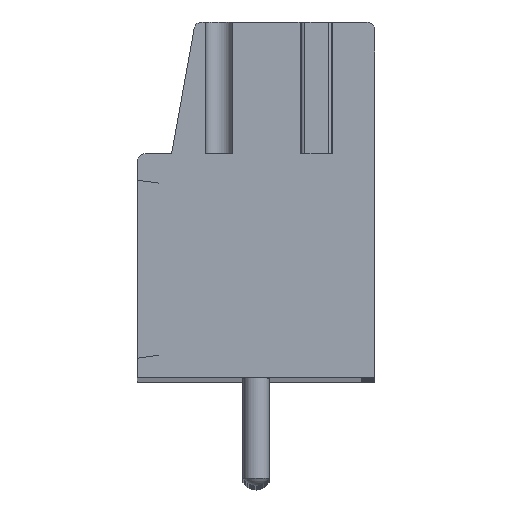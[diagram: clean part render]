
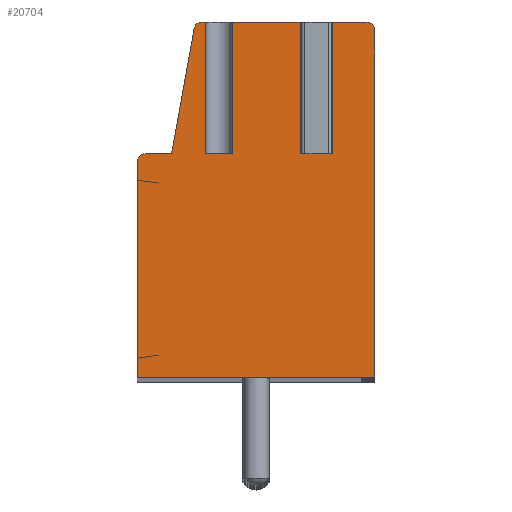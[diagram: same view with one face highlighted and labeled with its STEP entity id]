
A CAD part, top view. The second image highlights one B-rep face of the part: STEP entity #20704.
In plain terms, the highlighted planar face has unit normal (0, 0, 1).
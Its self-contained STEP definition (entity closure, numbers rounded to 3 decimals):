
#52=DIRECTION('',(1.,0.,0.));
#53=VECTOR('',#52,1.);
#54=CARTESIAN_POINT('',(-1.9,3.36,87.5));
#55=LINE('',#54,#53);
#56=DIRECTION('',(0.,1.,0.));
#57=VECTOR('',#56,5.);
#58=CARTESIAN_POINT('',(-0.9,3.36,87.5));
#59=LINE('',#58,#57);
#60=DIRECTION('',(-1.,0.,0.));
#61=VECTOR('',#60,2.8);
#62=CARTESIAN_POINT('',(1.9,8.36,87.5));
#63=LINE('',#62,#61);
#64=DIRECTION('',(0.,1.,0.));
#65=VECTOR('',#64,5.);
#66=CARTESIAN_POINT('',(1.9,3.36,87.5));
#67=LINE('',#66,#65);
#68=DIRECTION('',(1.,0.,0.));
#69=VECTOR('',#68,0.8);
#70=CARTESIAN_POINT('',(1.9,3.36,87.5));
#71=LINE('',#70,#69);
#72=DIRECTION('',(0.,1.,0.));
#73=VECTOR('',#72,5.);
#74=CARTESIAN_POINT('',(2.7,3.36,87.5));
#75=LINE('',#74,#73);
#76=DIRECTION('',(-1.,0.,0.));
#77=VECTOR('',#76,1.5);
#78=CARTESIAN_POINT('',(4.2,8.36,87.5));
#79=LINE('',#78,#77);
#80=CARTESIAN_POINT('',(4.2,8.06,87.5));
#81=DIRECTION('',(0.,0.,1.));
#82=DIRECTION('',(1.,0.,0.));
#83=AXIS2_PLACEMENT_3D('',#80,#81,#82);
#85=DIRECTION('',(0.,1.,0.));
#86=VECTOR('',#85,13.2);
#87=CARTESIAN_POINT('',(4.5,-5.14,87.5));
#88=LINE('',#87,#86);
#89=DIRECTION('',(1.,0.,0.));
#90=VECTOR('',#89,9.);
#91=CARTESIAN_POINT('',(-4.5,-5.14,87.5));
#92=LINE('',#91,#90);
#93=DIRECTION('',(0.,-1.,0.));
#94=VECTOR('',#93,8.2);
#95=CARTESIAN_POINT('',(-4.5,3.06,87.5));
#96=LINE('',#95,#94);
#97=CARTESIAN_POINT('',(-4.2,3.06,87.5));
#98=DIRECTION('',(0.,0.,1.));
#99=DIRECTION('',(0.,1.,0.));
#100=AXIS2_PLACEMENT_3D('',#97,#98,#99);
#102=DIRECTION('',(-1.,0.,0.));
#103=VECTOR('',#102,1.);
#104=CARTESIAN_POINT('',(-3.2,3.36,87.5));
#105=LINE('',#104,#103);
#106=DIRECTION('',(-0.177,-0.984,0.));
#107=VECTOR('',#106,4.829);
#108=CARTESIAN_POINT('',(-2.345,8.113,87.5));
#109=LINE('',#108,#107);
#110=CARTESIAN_POINT('',(-2.05,8.06,87.5));
#111=DIRECTION('',(0.,0.,1.));
#112=DIRECTION('',(0.,1.,0.));
#113=AXIS2_PLACEMENT_3D('',#110,#111,#112);
#115=DIRECTION('',(-1.,0.,0.));
#116=VECTOR('',#115,0.15);
#117=CARTESIAN_POINT('',(-1.9,8.36,87.5));
#118=LINE('',#117,#116);
#119=DIRECTION('',(0.,1.,0.));
#120=VECTOR('',#119,5.);
#121=CARTESIAN_POINT('',(-1.9,3.36,87.5));
#122=LINE('',#121,#120);
#16058=CARTESIAN_POINT('',(4.5,-5.14,87.5));
#16059=CARTESIAN_POINT('',(4.5,8.06,87.5));
#16060=VERTEX_POINT('',#16058);
#16061=VERTEX_POINT('',#16059);
#16062=CARTESIAN_POINT('',(4.2,8.36,87.5));
#16063=VERTEX_POINT('',#16062);
#16064=CARTESIAN_POINT('',(-2.05,8.36,87.5));
#16065=CARTESIAN_POINT('',(-2.345,8.113,87.5));
#16066=VERTEX_POINT('',#16064);
#16067=VERTEX_POINT('',#16065);
#16068=CARTESIAN_POINT('',(-3.2,3.36,87.5));
#16069=VERTEX_POINT('',#16068);
#16070=CARTESIAN_POINT('',(-4.2,3.36,87.5));
#16071=VERTEX_POINT('',#16070);
#16072=CARTESIAN_POINT('',(-4.5,3.06,87.5));
#16073=VERTEX_POINT('',#16072);
#16074=CARTESIAN_POINT('',(-4.5,-5.14,87.5));
#16075=VERTEX_POINT('',#16074);
#16373=CARTESIAN_POINT('',(1.9,3.36,87.5));
#16374=CARTESIAN_POINT('',(2.7,3.36,87.5));
#16375=VERTEX_POINT('',#16373);
#16376=VERTEX_POINT('',#16374);
#16377=CARTESIAN_POINT('',(2.7,8.36,87.5));
#16378=VERTEX_POINT('',#16377);
#16379=CARTESIAN_POINT('',(1.9,8.36,87.5));
#16380=VERTEX_POINT('',#16379);
#16401=CARTESIAN_POINT('',(-1.9,3.36,87.5));
#16402=CARTESIAN_POINT('',(-0.9,3.36,87.5));
#16403=VERTEX_POINT('',#16401);
#16404=VERTEX_POINT('',#16402);
#16405=CARTESIAN_POINT('',(-0.9,8.36,87.5));
#16406=VERTEX_POINT('',#16405);
#16407=CARTESIAN_POINT('',(-1.9,8.36,87.5));
#16408=VERTEX_POINT('',#16407);
#20663=CARTESIAN_POINT('',(0.,0.,87.5));
#20664=DIRECTION('',(0.,0.,1.));
#20665=DIRECTION('',(1.,0.,0.));
#20666=AXIS2_PLACEMENT_3D('',#20663,#20664,#20665);
#20667=PLANE('',#20666);
#20669=ORIENTED_EDGE('',*,*,#20668,.T.);
#20671=ORIENTED_EDGE('',*,*,#20670,.T.);
#20673=ORIENTED_EDGE('',*,*,#20672,.F.);
#20675=ORIENTED_EDGE('',*,*,#20674,.F.);
#20677=ORIENTED_EDGE('',*,*,#20676,.T.);
#20679=ORIENTED_EDGE('',*,*,#20678,.T.);
#20681=ORIENTED_EDGE('',*,*,#20680,.F.);
#20683=ORIENTED_EDGE('',*,*,#20682,.F.);
#20685=ORIENTED_EDGE('',*,*,#20684,.F.);
#20687=ORIENTED_EDGE('',*,*,#20686,.F.);
#20689=ORIENTED_EDGE('',*,*,#20688,.F.);
#20691=ORIENTED_EDGE('',*,*,#20690,.F.);
#20693=ORIENTED_EDGE('',*,*,#20692,.F.);
#20695=ORIENTED_EDGE('',*,*,#20694,.F.);
#20697=ORIENTED_EDGE('',*,*,#20696,.F.);
#20699=ORIENTED_EDGE('',*,*,#20698,.F.);
#20701=ORIENTED_EDGE('',*,*,#20700,.F.);
#20702=EDGE_LOOP('',(#20669,#20671,#20673,#20675,#20677,#20679,#20681,#20683,
#20685,#20687,#20689,#20691,#20693,#20695,#20697,#20699,#20701));
#20703=FACE_OUTER_BOUND('',#20702,.F.);
#84=CIRCLE('',#83,0.3);
#101=CIRCLE('',#100,0.3);
#114=CIRCLE('',#113,0.3);
#20668=EDGE_CURVE('',#16403,#16404,#55,.T.);
#20670=EDGE_CURVE('',#16404,#16406,#59,.T.);
#20672=EDGE_CURVE('',#16380,#16406,#63,.T.);
#20674=EDGE_CURVE('',#16375,#16380,#67,.T.);
#20676=EDGE_CURVE('',#16375,#16376,#71,.T.);
#20678=EDGE_CURVE('',#16376,#16378,#75,.T.);
#20680=EDGE_CURVE('',#16063,#16378,#79,.T.);
#20682=EDGE_CURVE('',#16061,#16063,#84,.T.);
#20684=EDGE_CURVE('',#16060,#16061,#88,.T.);
#20686=EDGE_CURVE('',#16075,#16060,#92,.T.);
#20688=EDGE_CURVE('',#16073,#16075,#96,.T.);
#20690=EDGE_CURVE('',#16071,#16073,#101,.T.);
#20692=EDGE_CURVE('',#16069,#16071,#105,.T.);
#20694=EDGE_CURVE('',#16067,#16069,#109,.T.);
#20696=EDGE_CURVE('',#16066,#16067,#114,.T.);
#20698=EDGE_CURVE('',#16408,#16066,#118,.T.);
#20700=EDGE_CURVE('',#16403,#16408,#122,.T.);
#20704=ADVANCED_FACE('',(#20703),#20667,.T.);
